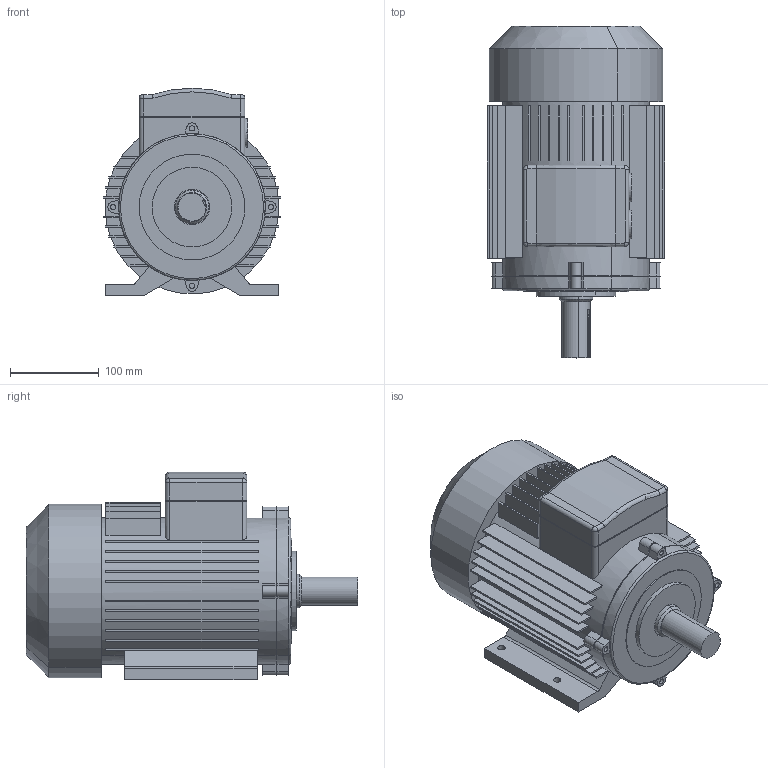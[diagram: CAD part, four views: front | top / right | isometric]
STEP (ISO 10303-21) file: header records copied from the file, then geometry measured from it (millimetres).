
FILE_DESCRIPTION(('CATIA V5 STEP Exchange'),'2;1');
FILE_NAME('AC Motor.stp','2021-10-07T10:51:55+00:00',('none'),('none'),'CATIA Version 5-6 Release 2017 SP6','CATIA V5 STEP AP203','none');
FILE_SCHEMA(('CONFIG_CONTROL_DESIGN'));
Length unit declared in the file: millimetre
Products named in the file (1): Final AC_Motor
Assembly tree (2 placements, depth 2):
  Final AC_Motor
    #57
    #8608
Bounding box: 199.92 x 374.65 x 234.19 mm (x, y, z)
Volume: 3404537 mm3; surface area: 704116.7 mm2
Topology: 2 solids, 2 shells, 342 faces, 846 edges, 556 vertices
Faces by surface type: plane 234, cylinder 86, cone 12, torus 6, revolution 4
Entity records: 9280 total; most frequent: ORIENTED_EDGE 1692, CARTESIAN_POINT 1680, DIRECTION 1203, EDGE_CURVE 846, VERTEX_POINT 556, VECTOR 552, LINE 552, AXIS2_PLACEMENT_3D 466
